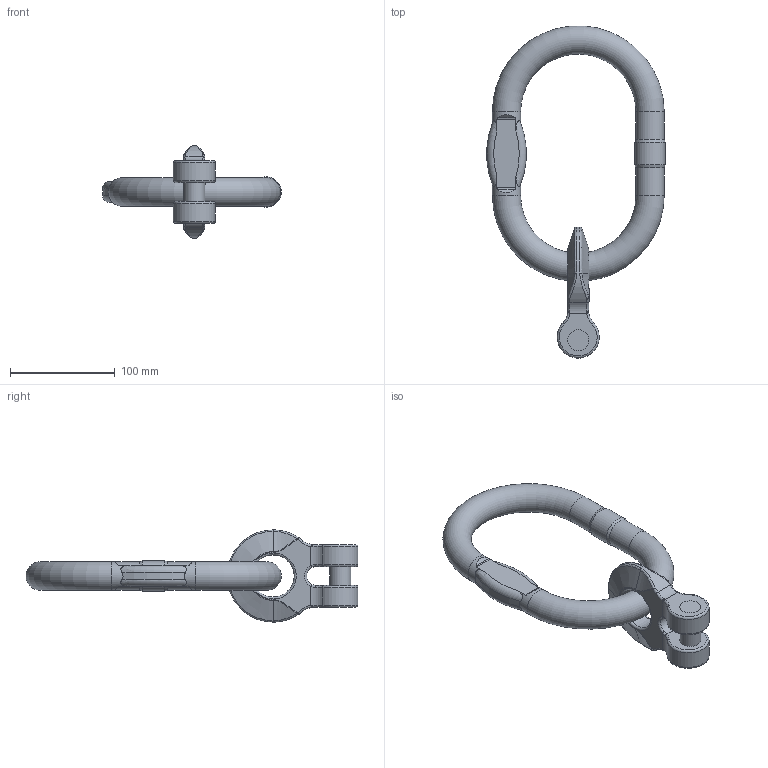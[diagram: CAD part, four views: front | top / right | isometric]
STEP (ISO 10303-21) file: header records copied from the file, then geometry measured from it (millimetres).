
FILE_DESCRIPTION(/* description */ (''),/* implementation_level */ '2;1');
FILE_NAME(/* name */ 'pewag_KMGW_1-16',/* time_stamp */ '2010-03-02T09:13:38+01:00',/* author */ (''),/* organization */ (''),/* preprocessor_version */ 'ST-DEVELOPER v9',/* originating_system */ 'UGS - NX 4.0',/* authorisation */ '');
FILE_SCHEMA (('AUTOMOTIVE_DESIGN { 1 0 10303 214 1 1 1 1 }'));
Length unit declared in the file: millimetre
Products named in the file (1): rit707Bn4ej
Bounding box: 170.35 x 316.7 x 88 mm (x, y, z)
Volume: 476856.3 mm3; surface area: 80815.1 mm2
Topology: 3 solids, 3 shells, 291 faces, 763 edges, 488 vertices
Faces by surface type: plane 101, extrusion 97, bspline 32, torus 30, cylinder 25, sphere 4, cone 2
Full cylindrical faces by diameter (mm): 20 x3, 27 x4, 29.025 x1, 40 x1
Entity records: 10859 total; most frequent: CARTESIAN_POINT 4480, ORIENTED_EDGE 1476, DIRECTION 936, EDGE_CURVE 738, VERTEX_POINT 482, B_SPLINE_CURVE_WITH_KNOTS 444, VECTOR 366, EDGE_LOOP 328
